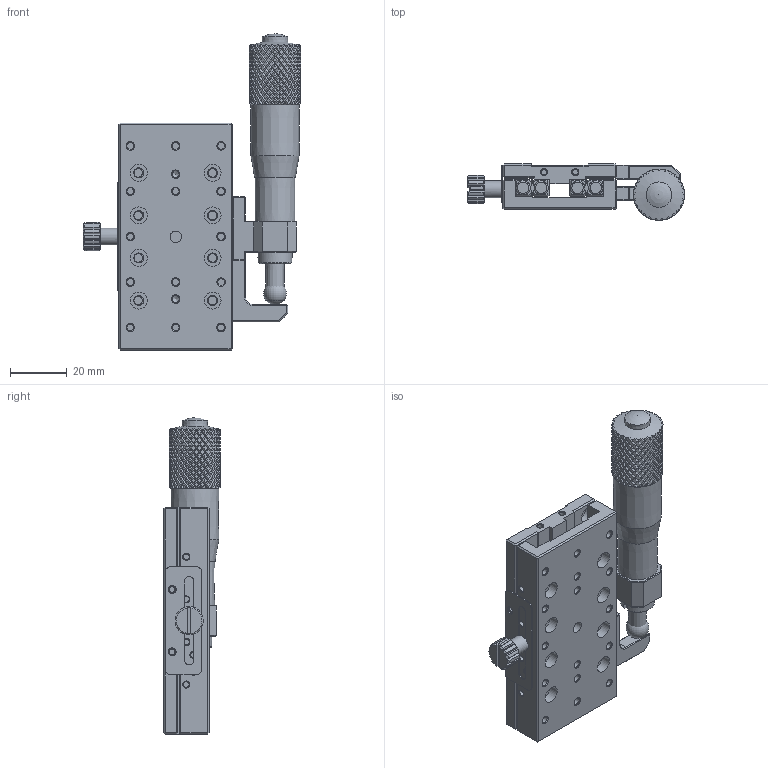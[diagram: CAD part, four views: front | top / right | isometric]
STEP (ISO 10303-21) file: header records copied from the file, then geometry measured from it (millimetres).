
FILE_DESCRIPTION (( 'STEP AP203' ), '1' );
FILE_NAME ('528855.STEP', '2024-10-17T01:10:33', ( 'Windows User' ), ( 'P R C' ), 'SwSTEP 2.0', 'SolidWorks 2020', '' );
FILE_SCHEMA (( 'CONFIG_CONTROL_DESIGN' ));
Products named in the file (1): 528855
Bounding box: 76.5 x 20 x 111.49 mm (x, y, z)
Volume: 58879 mm3; surface area: 35233.8 mm2
Topology: 5 solids, 5 shells, 2696 faces, 5802 edges, 3154 vertices
Faces by surface type: bspline 1508, cone 553, plane 484, cylinder 149, torus 2
Full cylindrical faces by diameter (mm): 2.013 x24, 2.459 x24, 2.8 x6, 3 x18, 3.2 x1, 3.5 x12, 4 x2, 4.4 x16, 5 x8, 6 x13, 8.959 x1, 10 x1, 12 x1
Entity records: 118128 total; most frequent: CARTESIAN_POINT 77392, ORIENTED_EDGE 10922, EDGE_CURVE 5461, DIRECTION 4399, EDGE_LOOP 3096, VERTEX_POINT 3063, FACE_OUTER_BOUND 2831, ADVANCED_FACE 2696
